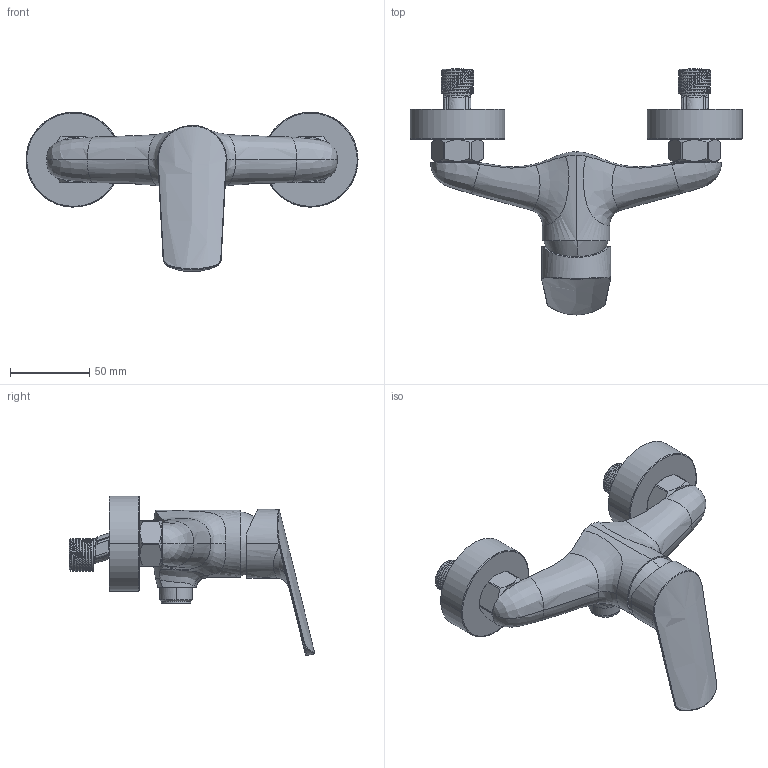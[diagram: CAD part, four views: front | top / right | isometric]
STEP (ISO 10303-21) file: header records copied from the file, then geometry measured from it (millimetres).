
FILE_DESCRIPTION(/* description */ (''),/* implementation_level */ '2;1');
FILE_NAME(/* name */ 'N14230000010',/* time_stamp */ '2024-07-31T07:42:14+02:00',/* author */ (''),/* organization */ (''),/* preprocessor_version */ 'ST-DEVELOPER v15',/* originating_system */ '',/* authorisation */ '');
FILE_SCHEMA (('AUTOMOTIVE_DESIGN'));
Length unit declared in the file: millimetre
Products named in the file (1): Document
Bounding box: 210 x 155.48 x 100.84 mm (x, y, z)
Volume: 141143.8 mm3; surface area: 76562.3 mm2
Topology: 10 solids, 13 shells, 436 faces, 1101 edges, 684 vertices
Faces by surface type: bspline 365, plane 71
Entity records: 33551 total; most frequent: CARTESIAN_POINT 27166, ORIENTED_EDGE 2161, EDGE_CURVE 1086, B_SPLINE_CURVE_WITH_KNOTS 769, VERTEX_POINT 682, EDGE_LOOP 457, ADVANCED_FACE 434, FACE_OUTER_BOUND 434
